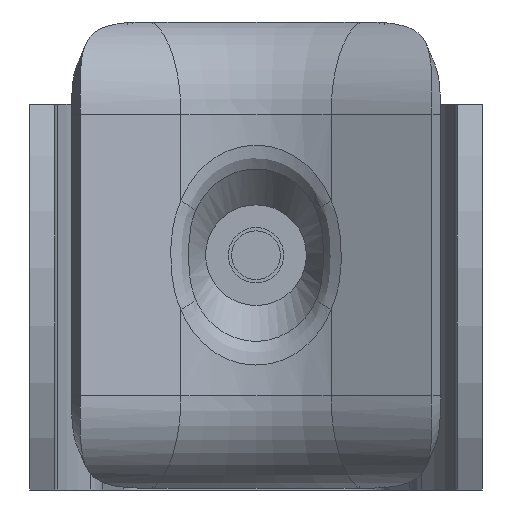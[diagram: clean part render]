
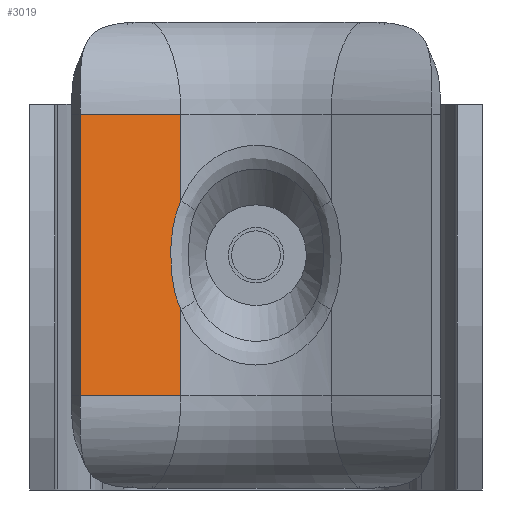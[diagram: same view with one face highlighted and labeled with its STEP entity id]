
A CAD part, front view. The second image highlights one B-rep face of the part: STEP entity #3019.
In plain terms, the highlighted face is planar.
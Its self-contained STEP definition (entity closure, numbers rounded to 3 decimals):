
#79 = DIRECTION ( 'NONE',  ( 0., 0., 1. ) ) ;
#81 = LINE ( 'NONE', #689, #3494 ) ;
#109 = CARTESIAN_POINT ( 'NONE',  ( 4.998, 2.446, -1.376 ) ) ;
#174 = CARTESIAN_POINT ( 'NONE',  ( 4.474, 2.679, -8.386 ) ) ;
#234 = ORIENTED_EDGE ( 'NONE', *, *, #6091, .F. ) ;
#606 = DIRECTION ( 'NONE',  ( -0.914, 0.407, 0. ) ) ;
#644 = CARTESIAN_POINT ( 'NONE',  ( 4.474, 2.679, -15. ) ) ;
#663 = CARTESIAN_POINT ( 'NONE',  ( 4.474, 2.679, -8.386 ) ) ;
#682 = EDGE_CURVE ( 'NONE', #4959, #3429, #4758, .T. ) ;
#689 = CARTESIAN_POINT ( 'NONE',  ( 10.492, 0., -15. ) ) ;
#715 = CARTESIAN_POINT ( 'NONE',  ( 5.042, 2.426, -0.965 ) ) ;
#742 = CARTESIAN_POINT ( 'NONE',  ( 10.492, 0., 8.386 ) ) ;
#923 = VERTEX_POINT ( 'NONE', #663 ) ;
#976 = LINE ( 'NONE', #7120, #7527 ) ;
#988 = EDGE_CURVE ( 'NONE', #923, #7075, #1307, .T. ) ;
#1307 = LINE ( 'NONE', #174, #4567 ) ;
#1529 = B_SPLINE_CURVE_WITH_KNOTS ( 'NONE', 3,
 ( #5611, #3771, #5731, #1999, #109, #6179, #715, #2531, #4370, #5084, #1923, #6887, #7375, #3807, #5692, #6813 ),
 .UNSPECIFIED., .F., .F.,
 ( 4, 2, 2, 2, 2, 2, 2, 4 ),
 ( 0., 0.002, 0.002, 0.003, 0.003, 0.004, 0.005, 0.007 ),
 .UNSPECIFIED. ) ;
#1923 = CARTESIAN_POINT ( 'NONE',  ( 5.078, 2.41, 0.553 ) ) ;
#1999 = CARTESIAN_POINT ( 'NONE',  ( 4.98, 2.454, -1.513 ) ) ;
#2431 = VERTEX_POINT ( 'NONE', #742 ) ;
#2531 = CARTESIAN_POINT ( 'NONE',  ( 5.078, 2.41, -0.554 ) ) ;
#2722 = AXIS2_PLACEMENT_3D ( 'NONE', #4861, #4109, #606 ) ;
#2757 = DIRECTION ( 'NONE',  ( 0.914, -0.407, 0. ) ) ;
#2922 = EDGE_CURVE ( 'NONE', #7075, #2431, #81, .T. ) ;
#3019 = ADVANCED_FACE ( 'NONE', ( #6189 ), #3524, .T. ) ;
#3038 = CARTESIAN_POINT ( 'NONE',  ( 4.474, 2.679, -15. ) ) ;
#3248 = VERTEX_POINT ( 'NONE', #6929 ) ;
#3429 = VERTEX_POINT ( 'NONE', #5367 ) ;
#3494 = VECTOR ( 'NONE', #4262, 1000. ) ;
#3524 = PLANE ( 'NONE',  #2722 ) ;
#3702 = LINE ( 'NONE', #644, #5099 ) ;
#3771 = CARTESIAN_POINT ( 'NONE',  ( 4.708, 2.575, -2.736 ) ) ;
#3807 = CARTESIAN_POINT ( 'NONE',  ( 4.864, 2.506, 2.207 ) ) ;
#4089 = EDGE_CURVE ( 'NONE', #3248, #4959, #1529, .T. ) ;
#4109 = DIRECTION ( 'NONE',  ( -0.407, -0.914, 0. ) ) ;
#4113 = DIRECTION ( 'NONE',  ( 0., 0., 1. ) ) ;
#4262 = DIRECTION ( 'NONE',  ( 0., 0., 1. ) ) ;
#4313 = ORIENTED_EDGE ( 'NONE', *, *, #4089, .F. ) ;
#4370 = CARTESIAN_POINT ( 'NONE',  ( 5.092, 2.404, -0.279 ) ) ;
#4567 = VECTOR ( 'NONE', #7361, 1000. ) ;
#4721 = VECTOR ( 'NONE', #4113, 1000. ) ;
#4758 = LINE ( 'NONE', #3038, #4721 ) ;
#4861 = CARTESIAN_POINT ( 'NONE',  ( 4.474, 2.679, -15. ) ) ;
#4959 = VERTEX_POINT ( 'NONE', #6560 ) ;
#5084 = CARTESIAN_POINT ( 'NONE',  ( 5.092, 2.404, 0.275 ) ) ;
#5099 = VECTOR ( 'NONE', #79, 1000. ) ;
#5367 = CARTESIAN_POINT ( 'NONE',  ( 4.474, 2.679, 8.386 ) ) ;
#5519 = ORIENTED_EDGE ( 'NONE', *, *, #7324, .F. ) ;
#5611 = CARTESIAN_POINT ( 'NONE',  ( 4.474, 2.679, -3.239 ) ) ;
#5692 = CARTESIAN_POINT ( 'NONE',  ( 4.708, 2.575, 2.734 ) ) ;
#5731 = CARTESIAN_POINT ( 'NONE',  ( 4.867, 2.504, -2.193 ) ) ;
#5971 = ORIENTED_EDGE ( 'NONE', *, *, #2922, .T. ) ;
#6054 = ORIENTED_EDGE ( 'NONE', *, *, #988, .T. ) ;
#6091 = EDGE_CURVE ( 'NONE', #3429, #2431, #976, .T. ) ;
#6179 = CARTESIAN_POINT ( 'NONE',  ( 5.028, 2.433, -1.102 ) ) ;
#6189 = FACE_OUTER_BOUND ( 'NONE', #6889, .T. ) ;
#6560 = CARTESIAN_POINT ( 'NONE',  ( 4.474, 2.679, 3.239 ) ) ;
#6664 = CARTESIAN_POINT ( 'NONE',  ( 10.492, 0., -8.386 ) ) ;
#6813 = CARTESIAN_POINT ( 'NONE',  ( 4.474, 2.679, 3.239 ) ) ;
#6887 = CARTESIAN_POINT ( 'NONE',  ( 5.029, 2.432, 1.111 ) ) ;
#6889 = EDGE_LOOP ( 'NONE', ( #6054, #5971, #234, #7521, #4313, #5519 ) ) ;
#6929 = CARTESIAN_POINT ( 'NONE',  ( 4.474, 2.679, -3.239 ) ) ;
#7075 = VERTEX_POINT ( 'NONE', #6664 ) ;
#7120 = CARTESIAN_POINT ( 'NONE',  ( 4.474, 2.679, 8.386 ) ) ;
#7324 = EDGE_CURVE ( 'NONE', #923, #3248, #3702, .T. ) ;
#7361 = DIRECTION ( 'NONE',  ( 0.914, -0.407, 0. ) ) ;
#7375 = CARTESIAN_POINT ( 'NONE',  ( 5.001, 2.444, 1.389 ) ) ;
#7521 = ORIENTED_EDGE ( 'NONE', *, *, #682, .F. ) ;
#7527 = VECTOR ( 'NONE', #2757, 1000. ) ;
